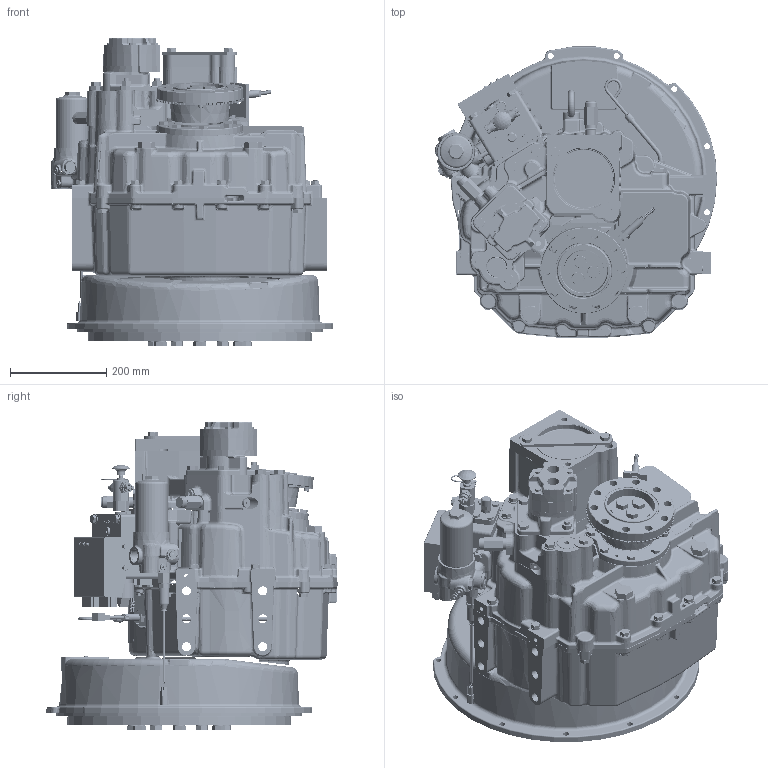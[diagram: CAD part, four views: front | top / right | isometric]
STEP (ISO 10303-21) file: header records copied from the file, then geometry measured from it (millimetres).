
FILE_DESCRIPTION (( 'STEP AP214' ), '1' );
FILE_NAME ('PX12820.STEP', '2014-10-28T12:45:17', ( '' ), ( '' ), 'SwSTEP 2.0', 'SolidWorks 2010', '' );
FILE_SCHEMA (( 'AUTOMOTIVE_DESIGN' ));
Length unit declared in the file: millimetre
Products named in the file (1): PX12820
Bounding box: 586.38 x 605.24 x 640.71 mm (x, y, z)
Surface area: 2856085.8 mm2 (no closed solid volume)
Topology: 0 solids, 315 shells, 5150 faces, 17496 edges, 12023 vertices
Faces by surface type: cylinder 1531, plane 1455, bspline 1089, torus 498, cone 486, sphere 91
Entity records: 367665 total; most frequent: CARTESIAN_POINT 172008, DIRECTION 27627, ORIENTED_EDGE 27565, EDGE_CURVE 17325, VERTEX_POINT 12016, AXIS2_PLACEMENT_3D 10948, CIRCLE 6886, EDGE_LOOP 5916
